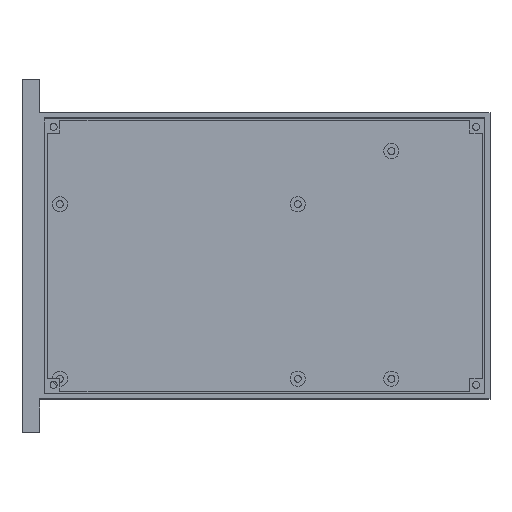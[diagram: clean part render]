
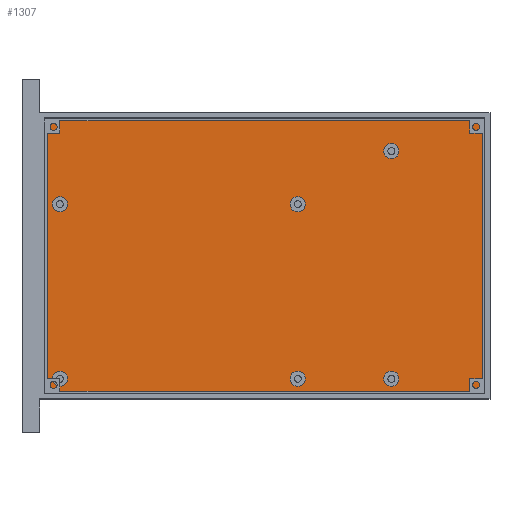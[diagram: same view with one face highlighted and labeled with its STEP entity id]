
A CAD part, top view. The second image highlights one B-rep face of the part: STEP entity #1307.
In plain terms, the highlighted planar face has unit normal (0, 0, 1).
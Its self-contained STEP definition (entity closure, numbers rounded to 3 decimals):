
#36=FACE_BOUND('',#261,.T.);
#37=FACE_BOUND('',#262,.T.);
#38=FACE_BOUND('',#263,.T.);
#39=FACE_BOUND('',#264,.T.);
#40=FACE_BOUND('',#265,.T.);
#41=FACE_BOUND('',#266,.T.);
#94=CIRCLE('',#1401,3.);
#95=CIRCLE('',#1403,3.);
#96=CIRCLE('',#1405,3.);
#97=CIRCLE('',#1407,3.);
#98=CIRCLE('',#1409,3.);
#99=CIRCLE('',#1411,3.);
#166=FACE_OUTER_BOUND('',#260,.T.);
#260=EDGE_LOOP('',(#1122,#1123,#1124,#1125));
#261=EDGE_LOOP('',(#1126));
#262=EDGE_LOOP('',(#1127));
#263=EDGE_LOOP('',(#1128));
#264=EDGE_LOOP('',(#1129));
#265=EDGE_LOOP('',(#1130));
#266=EDGE_LOOP('',(#1131));
#300=LINE('',#1842,#436);
#381=LINE('',#2091,#517);
#401=LINE('',#2129,#537);
#402=LINE('',#2130,#538);
#436=VECTOR('',#1473,10.);
#517=VECTOR('',#1726,10.);
#537=VECTOR('',#1762,10.);
#538=VECTOR('',#1763,10.);
#567=VERTEX_POINT('',#1839);
#568=VERTEX_POINT('',#1841);
#627=VERTEX_POINT('',#2017);
#628=VERTEX_POINT('',#2021);
#629=VERTEX_POINT('',#2025);
#630=VERTEX_POINT('',#2029);
#631=VERTEX_POINT('',#2033);
#632=VERTEX_POINT('',#2037);
#650=VERTEX_POINT('',#2090);
#660=VERTEX_POINT('',#2128);
#687=EDGE_CURVE('',#568,#567,#300,.T.);
#769=EDGE_CURVE('',#627,#627,#94,.T.);
#771=EDGE_CURVE('',#628,#628,#95,.T.);
#773=EDGE_CURVE('',#629,#629,#96,.T.);
#775=EDGE_CURVE('',#630,#630,#97,.T.);
#777=EDGE_CURVE('',#631,#631,#98,.T.);
#779=EDGE_CURVE('',#632,#632,#99,.T.);
#804=EDGE_CURVE('',#650,#568,#381,.T.);
#824=EDGE_CURVE('',#660,#650,#401,.T.);
#825=EDGE_CURVE('',#567,#660,#402,.T.);
#1122=ORIENTED_EDGE('',*,*,#824,.T.);
#1123=ORIENTED_EDGE('',*,*,#804,.T.);
#1124=ORIENTED_EDGE('',*,*,#687,.T.);
#1125=ORIENTED_EDGE('',*,*,#825,.T.);
#1126=ORIENTED_EDGE('',*,*,#779,.T.);
#1127=ORIENTED_EDGE('',*,*,#777,.T.);
#1128=ORIENTED_EDGE('',*,*,#775,.T.);
#1129=ORIENTED_EDGE('',*,*,#773,.T.);
#1130=ORIENTED_EDGE('',*,*,#771,.T.);
#1131=ORIENTED_EDGE('',*,*,#769,.T.);
#1235=PLANE('',#1430);
#1307=ADVANCED_FACE('',(#166,#36,#37,#38,#39,#40,#41),#1235,.T.);
#1401=AXIS2_PLACEMENT_3D('',#2019,#1655,#1656);
#1403=AXIS2_PLACEMENT_3D('',#2023,#1660,#1661);
#1405=AXIS2_PLACEMENT_3D('',#2027,#1665,#1666);
#1407=AXIS2_PLACEMENT_3D('',#2031,#1670,#1671);
#1409=AXIS2_PLACEMENT_3D('',#2035,#1675,#1676);
#1411=AXIS2_PLACEMENT_3D('',#2039,#1680,#1681);
#1430=AXIS2_PLACEMENT_3D('',#2127,#1760,#1761);
#1473=DIRECTION('',(1.,0.,0.));
#1655=DIRECTION('center_axis',(0.,0.,-1.));
#1656=DIRECTION('ref_axis',(-1.,0.,0.));
#1660=DIRECTION('center_axis',(0.,0.,-1.));
#1661=DIRECTION('ref_axis',(-1.,0.,0.));
#1665=DIRECTION('center_axis',(0.,0.,-1.));
#1666=DIRECTION('ref_axis',(-1.,0.,0.));
#1670=DIRECTION('center_axis',(0.,0.,-1.));
#1671=DIRECTION('ref_axis',(-1.,0.,0.));
#1675=DIRECTION('center_axis',(0.,0.,-1.));
#1676=DIRECTION('ref_axis',(-1.,0.,0.));
#1680=DIRECTION('center_axis',(0.,0.,-1.));
#1681=DIRECTION('ref_axis',(-1.,0.,0.));
#1726=DIRECTION('',(0.,-1.,0.));
#1760=DIRECTION('center_axis',(0.,0.,1.));
#1761=DIRECTION('ref_axis',(1.,0.,0.));
#1762=DIRECTION('',(-1.,0.,0.));
#1763=DIRECTION('',(0.,1.,0.));
#1839=CARTESIAN_POINT('',(175.,3.,3.));
#1841=CARTESIAN_POINT('',(3.,3.,3.));
#1842=CARTESIAN_POINT('',(44.5,3.,3.));
#2017=CARTESIAN_POINT('',(11.,8.,3.));
#2019=CARTESIAN_POINT('Origin',(8.,8.,3.));
#2021=CARTESIAN_POINT('',(11.,77.,3.));
#2023=CARTESIAN_POINT('Origin',(8.,77.,3.));
#2025=CARTESIAN_POINT('',(105.,8.,3.));
#2027=CARTESIAN_POINT('Origin',(102.,8.,3.));
#2029=CARTESIAN_POINT('',(105.,77.,3.));
#2031=CARTESIAN_POINT('Origin',(102.,77.,3.));
#2033=CARTESIAN_POINT('',(142.,98.,3.));
#2035=CARTESIAN_POINT('Origin',(139.,98.,3.));
#2037=CARTESIAN_POINT('',(142.,8.,3.));
#2039=CARTESIAN_POINT('Origin',(139.,8.,3.));
#2090=CARTESIAN_POINT('',(3.,110.,3.));
#2091=CARTESIAN_POINT('',(3.,84.75,3.));
#2127=CARTESIAN_POINT('Origin',(89.,56.5,3.));
#2128=CARTESIAN_POINT('',(175.,110.,3.));
#2129=CARTESIAN_POINT('',(133.5,110.,3.));
#2130=CARTESIAN_POINT('',(175.,28.25,3.));
